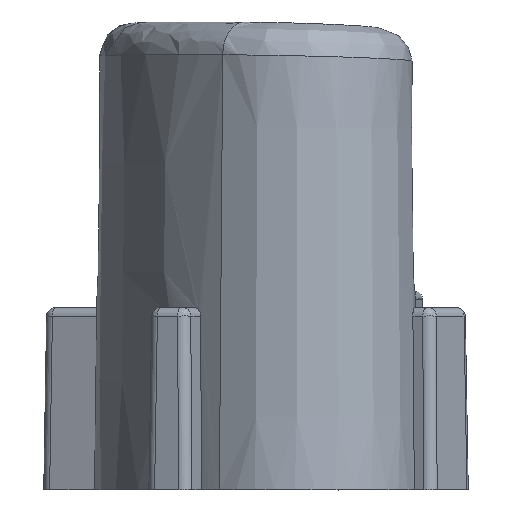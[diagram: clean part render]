
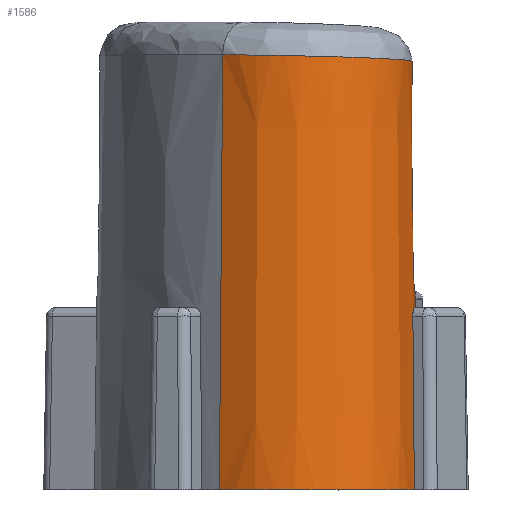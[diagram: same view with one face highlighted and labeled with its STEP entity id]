
A CAD part, left-side view. The second image highlights one B-rep face of the part: STEP entity #1586.
In plain terms, the highlighted conical face has half-angle 0.7 degrees and reference radius 3.65 mm.
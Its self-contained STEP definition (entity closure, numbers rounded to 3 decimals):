
#34=CIRCLE('',#1644,3.65);
#40=CIRCLE('',#1655,3.583);
#77=CIRCLE('',#1743,3.574);
#105=CONICAL_SURFACE('',#1742,3.65,0.012);
#141=(
BOUNDED_CURVE()
B_SPLINE_CURVE(2,(#2607,#2608,#2609),.UNSPECIFIED.,.F.,.F.)
B_SPLINE_CURVE_WITH_KNOTS((3,3),(0.,0.525),.UNSPECIFIED.)
CURVE()
GEOMETRIC_REPRESENTATION_ITEM()
RATIONAL_B_SPLINE_CURVE((1.,1.,1.))
REPRESENTATION_ITEM('')
);
#256=FACE_OUTER_BOUND('',#354,.T.);
#354=EDGE_LOOP('',(#1421,#1422,#1423,#1424,#1425,#1426,#1427,#1428,#1429,
#1430));
#391=B_SPLINE_CURVE_WITH_KNOTS('',3,(#2591,#2592,#2593,#2594,#2595,#2596,
#2597,#2598,#2599,#2600,#2601,#2602),.UNSPECIFIED.,.F.,.F.,(4,2,2,2,2,4),
(0.079,0.088,0.097,0.107,
0.118,0.118),.UNSPECIFIED.);
#394=B_SPLINE_CURVE_WITH_KNOTS('',3,(#2715,#2716,#2717,#2718),
 .UNSPECIFIED.,.F.,.F.,(4,4),(-0.601,-0.576),
 .UNSPECIFIED.);
#428=B_SPLINE_CURVE_WITH_KNOTS('',3,(#3479,#3480,#3481,#3482,#3483,#3484,
#3485,#3486),.UNSPECIFIED.,.F.,.F.,(4,1,1,1,1,4),(0.,0.099,
0.297,0.495,0.594,0.693),
 .UNSPECIFIED.);
#434=B_SPLINE_CURVE_WITH_KNOTS('',3,(#3621,#3622,#3623,#3624,#3625,#3626,
#3627),.UNSPECIFIED.,.F.,.F.,(4,1,1,1,4),(0.,0.064,0.106,
0.127,0.149),.UNSPECIFIED.);
#498=LINE('',#3125,#570);
#510=LINE('',#3615,#582);
#570=VECTOR('',#2015,10.);
#582=VECTOR('',#2093,10.);
#655=VERTEX_POINT('',#2525);
#656=VERTEX_POINT('',#2527);
#672=VERTEX_POINT('',#2567);
#674=VERTEX_POINT('',#2576);
#680=VERTEX_POINT('',#2590);
#687=VERTEX_POINT('',#2713);
#717=VERTEX_POINT('',#3124);
#736=VERTEX_POINT('',#3466);
#742=VERTEX_POINT('',#3614);
#744=VERTEX_POINT('',#3620);
#826=EDGE_CURVE('',#656,#655,#34,.T.);
#844=EDGE_CURVE('',#674,#672,#40,.T.);
#851=EDGE_CURVE('',#680,#674,#391,.T.);
#854=EDGE_CURVE('',#655,#680,#141,.T.);
#870=EDGE_CURVE('',#687,#672,#394,.T.);
#925=EDGE_CURVE('',#656,#717,#498,.T.);
#966=EDGE_CURVE('',#717,#736,#428,.T.);
#974=EDGE_CURVE('',#742,#736,#510,.F.);
#977=EDGE_CURVE('',#744,#687,#434,.T.);
#978=EDGE_CURVE('',#742,#744,#77,.T.);
#1421=ORIENTED_EDGE('',*,*,#844,.T.);
#1422=ORIENTED_EDGE('',*,*,#870,.F.);
#1423=ORIENTED_EDGE('',*,*,#977,.F.);
#1424=ORIENTED_EDGE('',*,*,#978,.F.);
#1425=ORIENTED_EDGE('',*,*,#974,.T.);
#1426=ORIENTED_EDGE('',*,*,#966,.F.);
#1427=ORIENTED_EDGE('',*,*,#925,.F.);
#1428=ORIENTED_EDGE('',*,*,#826,.T.);
#1429=ORIENTED_EDGE('',*,*,#854,.T.);
#1430=ORIENTED_EDGE('',*,*,#851,.T.);
#1586=ADVANCED_FACE('',(#256),#105,.T.);
#1644=AXIS2_PLACEMENT_3D('',#2528,#1858,#1859);
#1655=AXIS2_PLACEMENT_3D('',#2577,#1886,#1887);
#1742=AXIS2_PLACEMENT_3D('',#3619,#2097,#2098);
#1743=AXIS2_PLACEMENT_3D('',#3628,#2099,#2100);
#1858=DIRECTION('center_axis',(0.,0.,1.));
#1859=DIRECTION('ref_axis',(1.,0.,0.));
#1886=DIRECTION('center_axis',(0.,0.,1.));
#1887=DIRECTION('ref_axis',(1.,0.,0.));
#2015=DIRECTION('',(0.009,-0.008,1.));
#2093=DIRECTION('',(0.006,-0.011,-1.));
#2097=DIRECTION('center_axis',(0.,0.,-1.));
#2098=DIRECTION('ref_axis',(-0.767,-0.641,0.));
#2099=DIRECTION('center_axis',(0.,0.,-1.));
#2100=DIRECTION('ref_axis',(0.38,-0.925,0.));
#2525=CARTESIAN_POINT('',(32.7,9.576,0.));
#2527=CARTESIAN_POINT('',(30.737,15.463,0.));
#2528=CARTESIAN_POINT('Origin',(33.542,13.127,0.));
#2567=CARTESIAN_POINT('',(33.744,9.55,5.5));
#2576=CARTESIAN_POINT('',(33.063,9.577,5.5));
#2577=CARTESIAN_POINT('Origin',(33.542,13.127,5.5));
#2590=CARTESIAN_POINT('',(32.799,9.619,5.253));
#2591=CARTESIAN_POINT('Ctrl Pts',(32.799,9.619,5.253));
#2592=CARTESIAN_POINT('Ctrl Pts',(32.8,9.62,5.283));
#2593=CARTESIAN_POINT('Ctrl Pts',(32.807,9.619,5.315));
#2594=CARTESIAN_POINT('Ctrl Pts',(32.832,9.614,5.374));
#2595=CARTESIAN_POINT('Ctrl Pts',(32.851,9.61,5.402));
#2596=CARTESIAN_POINT('Ctrl Pts',(32.897,9.602,5.447));
#2597=CARTESIAN_POINT('Ctrl Pts',(32.927,9.597,5.467));
#2598=CARTESIAN_POINT('Ctrl Pts',(32.993,9.587,5.494));
#2599=CARTESIAN_POINT('Ctrl Pts',(33.029,9.581,5.5));
#2600=CARTESIAN_POINT('Ctrl Pts',(33.063,9.577,5.5));
#2601=CARTESIAN_POINT('Ctrl Pts',(33.063,9.577,5.5));
#2602=CARTESIAN_POINT('Ctrl Pts',(33.063,9.577,5.5));
#2607=CARTESIAN_POINT('Ctrl Pts',(32.7,9.576,0.));
#2608=CARTESIAN_POINT('Ctrl Pts',(32.75,9.597,2.66));
#2609=CARTESIAN_POINT('Ctrl Pts',(32.799,9.619,5.253));
#2713=CARTESIAN_POINT('',(33.733,9.553,5.747));
#2715=CARTESIAN_POINT('Ctrl Pts',(33.733,9.553,5.747));
#2716=CARTESIAN_POINT('Ctrl Pts',(33.737,9.552,5.665));
#2717=CARTESIAN_POINT('Ctrl Pts',(33.74,9.551,5.582));
#2718=CARTESIAN_POINT('Ctrl Pts',(33.744,9.55,5.5));
#3124=CARTESIAN_POINT('',(30.86,15.36,13.141));
#3125=CARTESIAN_POINT('',(30.737,15.463,0.));
#3466=CARTESIAN_POINT('',(35.265,10.09,12.912));
#3479=CARTESIAN_POINT('Ctrl Pts',(30.86,15.36,13.141));
#3480=CARTESIAN_POINT('Ctrl Pts',(30.564,15.005,13.139));
#3481=CARTESIAN_POINT('Ctrl Pts',(29.883,13.763,13.128));
#3482=CARTESIAN_POINT('Ctrl Pts',(30.135,11.273,13.071));
#3483=CARTESIAN_POINT('Ctrl Pts',(32.084,9.713,12.988));
#3484=CARTESIAN_POINT('Ctrl Pts',(33.967,9.57,12.934));
#3485=CARTESIAN_POINT('Ctrl Pts',(34.862,9.862,12.917));
#3486=CARTESIAN_POINT('Ctrl Pts',(35.265,10.09,12.912));
#3614=CARTESIAN_POINT('',(35.305,10.019,6.247));
#3615=CARTESIAN_POINT('',(35.343,9.953,0.));
#3619=CARTESIAN_POINT('Origin',(33.542,13.127,0.));
#3620=CARTESIAN_POINT('',(34.929,9.834,6.247));
#3621=CARTESIAN_POINT('Ctrl Pts',(34.929,9.834,6.247));
#3622=CARTESIAN_POINT('Ctrl Pts',(34.746,9.757,6.247));
#3623=CARTESIAN_POINT('Ctrl Pts',(34.432,9.654,6.198));
#3624=CARTESIAN_POINT('Ctrl Pts',(34.056,9.585,6.065));
#3625=CARTESIAN_POINT('Ctrl Pts',(33.827,9.56,5.932));
#3626=CARTESIAN_POINT('Ctrl Pts',(33.731,9.553,5.818));
#3627=CARTESIAN_POINT('Ctrl Pts',(33.733,9.553,5.747));
#3628=CARTESIAN_POINT('Origin',(33.542,13.127,6.247));
